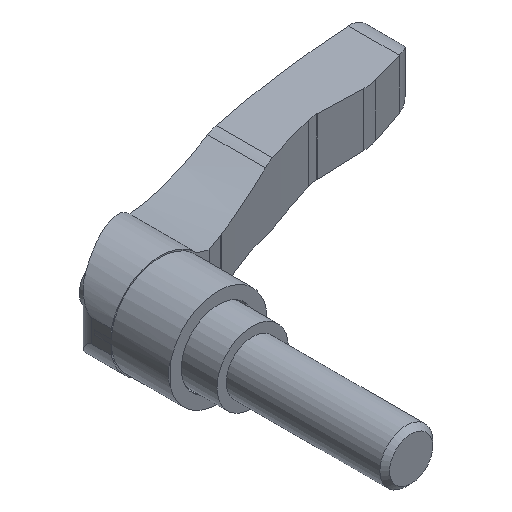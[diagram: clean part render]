
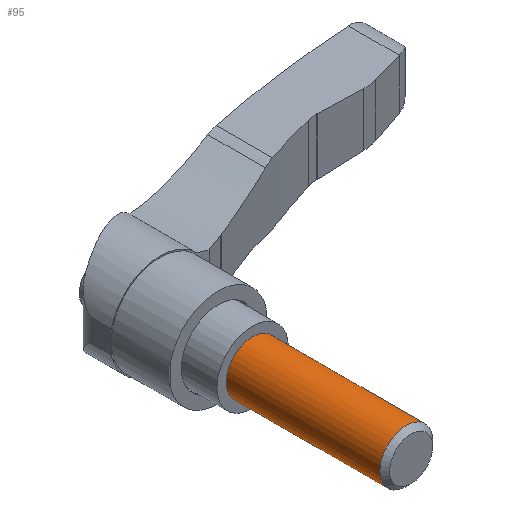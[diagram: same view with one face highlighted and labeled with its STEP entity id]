
A CAD part, isometric view. The second image highlights one B-rep face of the part: STEP entity #95.
In plain terms, the highlighted cylindrical face has radius 5 mm (diameter 10 mm), a full revolution.
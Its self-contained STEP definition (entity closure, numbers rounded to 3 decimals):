
#95 = ADVANCED_FACE( '', ( #235, #236 ), #237, .T. );
#235 = FACE_OUTER_BOUND( '', #429, .T. );
#236 = FACE_OUTER_BOUND( '', #430, .T. );
#237 = CYLINDRICAL_SURFACE( '', #431, 5. );
#429 = EDGE_LOOP( '', ( #650 ) );
#430 = EDGE_LOOP( '', ( #651 ) );
#431 = AXIS2_PLACEMENT_3D( '', #652, #653, #654 );
#650 = ORIENTED_EDGE( '', *, *, #1118, .F. );
#651 = ORIENTED_EDGE( '', *, *, #1119, .T. );
#652 = CARTESIAN_POINT( '', ( 0., -30., 0. ) );
#653 = DIRECTION( '', ( 0., 1., 0. ) );
#654 = DIRECTION( '', ( 0., 0., -1. ) );
#1118 = EDGE_CURVE( '', #1332, #1332, #1333, .T. );
#1119 = EDGE_CURVE( '', #1334, #1334, #1335, .T. );
#1332 = VERTEX_POINT( '', #1669 );
#1333 = CIRCLE( '', #1670, 5. );
#1334 = VERTEX_POINT( '', #1671 );
#1335 = CIRCLE( '', #1672, 5. );
#1669 = CARTESIAN_POINT( '', ( 0., -29.08, -5. ) );
#1670 = AXIS2_PLACEMENT_3D( '', #2214, #2215, #2216 );
#1671 = CARTESIAN_POINT( '', ( 0., 0., -5. ) );
#1672 = AXIS2_PLACEMENT_3D( '', #2217, #2218, #2219 );
#2214 = CARTESIAN_POINT( '', ( 0., -29.08, 0. ) );
#2215 = DIRECTION( '', ( 0., -1., 0. ) );
#2216 = DIRECTION( '', ( 0., 0., -1. ) );
#2217 = CARTESIAN_POINT( '', ( 0., 0., 0. ) );
#2218 = DIRECTION( '', ( 0., -1., 0. ) );
#2219 = DIRECTION( '', ( 0., 0., -1. ) );
